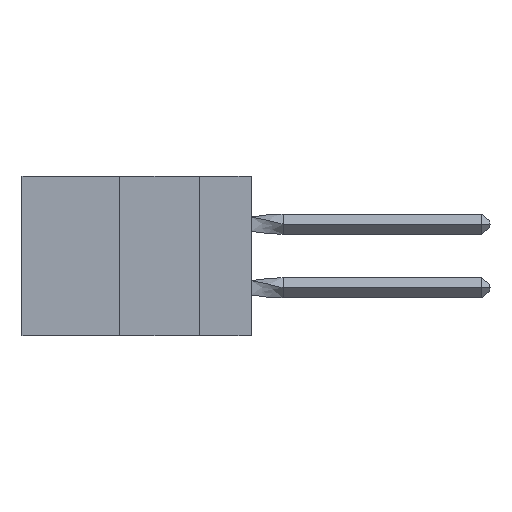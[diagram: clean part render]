
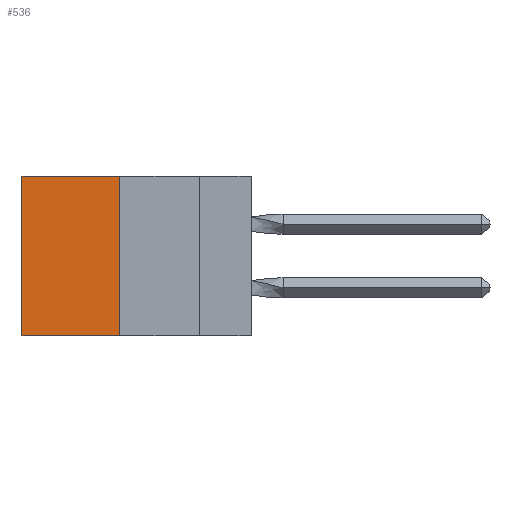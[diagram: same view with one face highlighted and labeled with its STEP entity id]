
A CAD part, left-side view. The second image highlights one B-rep face of the part: STEP entity #536.
In plain terms, the highlighted planar face has unit normal (-1, 0, 0).
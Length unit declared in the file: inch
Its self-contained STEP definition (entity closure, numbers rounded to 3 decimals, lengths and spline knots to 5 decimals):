
#10 = VECTOR ( 'NONE', #11427, 39.37008 ) ;
#391 = CARTESIAN_POINT ( 'NONE',  ( 0.305, 0.413, -0.5 ) ) ;
#536 = ADVANCED_FACE ( 'NONE', ( #7541 ), #15416, .F. ) ;
#1405 = CARTESIAN_POINT ( 'NONE',  ( 0.305, 0.413, -0.5 ) ) ;
#1539 = AXIS2_PLACEMENT_3D ( 'NONE', #391, #8467, #15365 ) ;
#2555 = LINE ( 'NONE', #1405, #16496 ) ;
#3459 = VERTEX_POINT ( 'NONE', #4468 ) ;
#3601 = LINE ( 'NONE', #11657, #10 ) ;
#3709 = ORIENTED_EDGE ( 'NONE', *, *, #10818, .T. ) ;
#4036 = EDGE_LOOP ( 'NONE', ( #3709, #12745, #14982, #5257 ) ) ;
#4468 = CARTESIAN_POINT ( 'NONE',  ( 0.305, 0.413, -0.5 ) ) ;
#4664 = DIRECTION ( 'NONE',  ( 0., 0., -1. ) ) ;
#5257 = ORIENTED_EDGE ( 'NONE', *, *, #16412, .T. ) ;
#6594 = VECTOR ( 'NONE', #15821, 39.37008 ) ;
#7541 = FACE_OUTER_BOUND ( 'NONE', #4036, .T. ) ;
#8467 = DIRECTION ( 'NONE',  ( 1., 0., 0. ) ) ;
#9820 = VERTEX_POINT ( 'NONE', #15540 ) ;
#10818 = EDGE_CURVE ( 'NONE', #13303, #9820, #3601, .T. ) ;
#11427 = DIRECTION ( 'NONE',  ( 0., 0., -1. ) ) ;
#11657 = CARTESIAN_POINT ( 'NONE',  ( 0.305, 0.72, -0.5 ) ) ;
#12745 = ORIENTED_EDGE ( 'NONE', *, *, #16442, .F. ) ;
#13303 = VERTEX_POINT ( 'NONE', #16953 ) ;
#13432 = VECTOR ( 'NONE', #4664, 39.37008 ) ;
#13586 = DIRECTION ( 'NONE',  ( 0., 1., 0. ) ) ;
#13793 = CARTESIAN_POINT ( 'NONE',  ( 0.305, 0.413, 0. ) ) ;
#13862 = EDGE_CURVE ( 'NONE', #14453, #3459, #15328, .T. ) ;
#14453 = VERTEX_POINT ( 'NONE', #13793 ) ;
#14982 = ORIENTED_EDGE ( 'NONE', *, *, #13862, .F. ) ;
#15153 = CARTESIAN_POINT ( 'NONE',  ( 0.305, 0.413, -0.5 ) ) ;
#15328 = LINE ( 'NONE', #15153, #13432 ) ;
#15365 = DIRECTION ( 'NONE',  ( 0., 0., -1. ) ) ;
#15416 = PLANE ( 'NONE',  #1539 ) ;
#15437 = LINE ( 'NONE', #17250, #6594 ) ;
#15540 = CARTESIAN_POINT ( 'NONE',  ( 0.305, 0.72, -0.5 ) ) ;
#15821 = DIRECTION ( 'NONE',  ( 0., 1., 0. ) ) ;
#16412 = EDGE_CURVE ( 'NONE', #14453, #13303, #15437, .T. ) ;
#16442 = EDGE_CURVE ( 'NONE', #3459, #9820, #2555, .T. ) ;
#16496 = VECTOR ( 'NONE', #13586, 39.37008 ) ;
#16953 = CARTESIAN_POINT ( 'NONE',  ( 0.305, 0.72, 0. ) ) ;
#17250 = CARTESIAN_POINT ( 'NONE',  ( 0.305, 0.413, 0. ) ) ;
